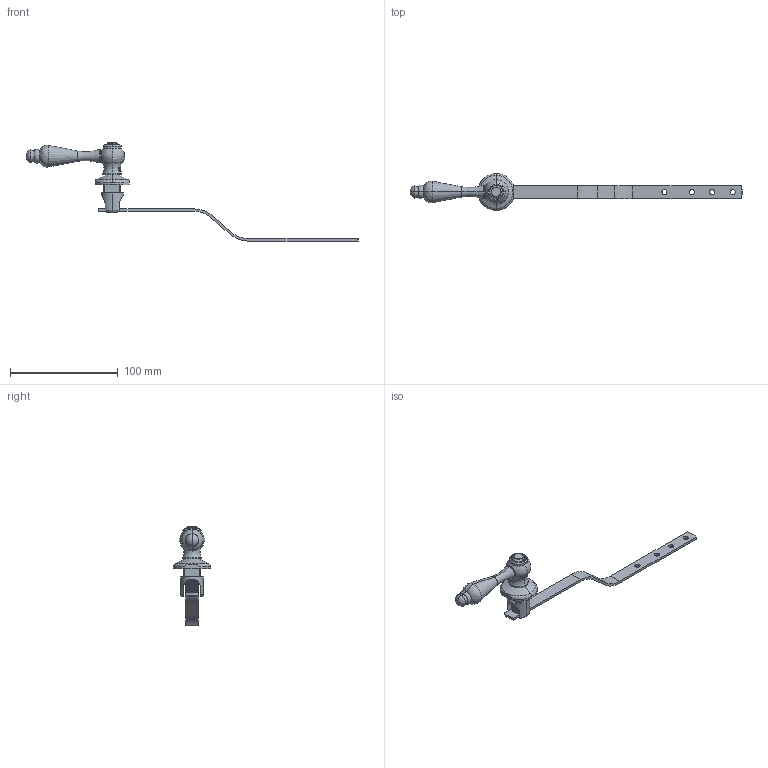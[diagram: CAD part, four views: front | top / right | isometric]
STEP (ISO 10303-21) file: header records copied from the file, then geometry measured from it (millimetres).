
FILE_DESCRIPTION((''),'2;1');
FILE_NAME('504A_WEB','2010-10-27T',('ramkumar'),(''),'PRO/ENGINEER BY PARAMETRIC TECHNOLOGY CORPORATION, 2009300','PRO/ENGINEER BY PARAMETRIC TECHNOLOGY CORPORATION, 2009300','');
FILE_SCHEMA(('CONFIG_CONTROL_DESIGN'));
Length unit declared in the file: inch
Products named in the file (1): 504A_WEB
Bounding box: 308.73 x 34.54 x 91.38 mm (x, y, z)
Surface area: 17515.4 mm2 (no closed solid volume)
Topology: 0 solids, 24 shells, 207 faces, 669 edges, 490 vertices
Faces by surface type: cylinder 88, plane 47, bspline 44, torus 14, cone 12, sphere 2
Entity records: 15181 total; most frequent: CARTESIAN_POINT 9952, ORIENTED_EDGE 1093, DIRECTION 856, EDGE_CURVE 667, VERTEX_POINT 490, AXIS2_PLACEMENT_3D 318, B_SPLINE_CURVE_WITH_KNOTS 292, EDGE_LOOP 228
